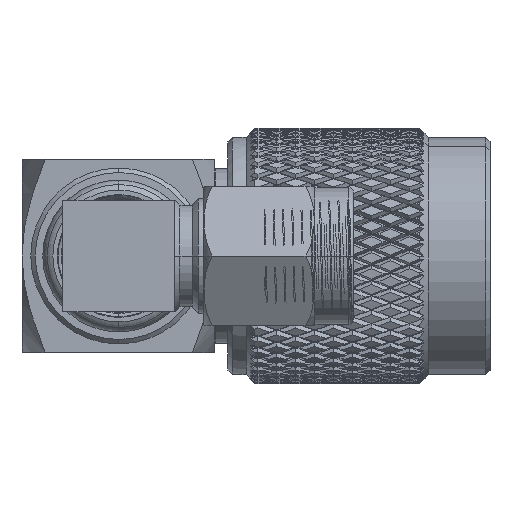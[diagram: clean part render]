
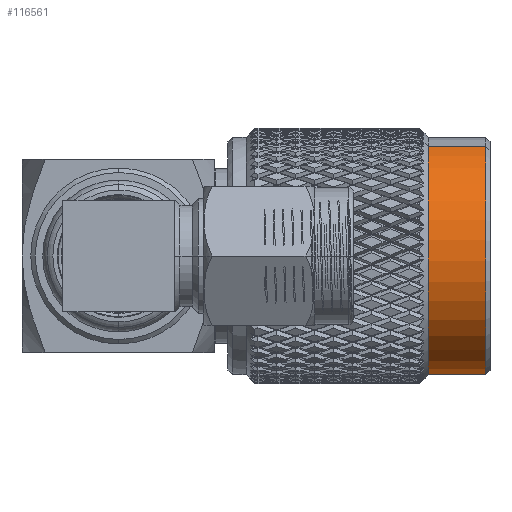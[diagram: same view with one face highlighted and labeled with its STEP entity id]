
A CAD part, left-side view. The second image highlights one B-rep face of the part: STEP entity #116561.
In plain terms, the highlighted cylindrical face has radius 6.756 mm (diameter 13.513 mm), a partial arc.
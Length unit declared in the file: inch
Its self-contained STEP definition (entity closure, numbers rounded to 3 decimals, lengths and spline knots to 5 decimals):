
#4148 = AXIS2_PLACEMENT_3D ( 'NONE', #180500, #7481, #49590 ) ;
#7481 = DIRECTION ( 'NONE',  ( -1., 0., 0. ) ) ;
#14995 = CARTESIAN_POINT ( 'NONE',  ( 0.82071, 0., 0. ) ) ;
#16024 = CIRCLE ( 'NONE', #4148, 0.266 ) ;
#16709 = VERTEX_POINT ( 'NONE', #129432 ) ;
#19723 = VERTEX_POINT ( 'NONE', #158608 ) ;
#21254 = VERTEX_POINT ( 'NONE', #29638 ) ;
#23708 = ORIENTED_EDGE ( 'NONE', *, *, #114316, .F. ) ;
#29638 = CARTESIAN_POINT ( 'NONE',  ( 0.69271, 0.10157, -0.24584 ) ) ;
#33762 = EDGE_LOOP ( 'NONE', ( #23708, #76931, #40054, #58114 ) ) ;
#34332 = AXIS2_PLACEMENT_3D ( 'NONE', #14995, #171236, #127270 ) ;
#40054 = ORIENTED_EDGE ( 'NONE', *, *, #93566, .T. ) ;
#49590 = DIRECTION ( 'NONE',  ( 0., -0.382, 0.924 ) ) ;
#54995 = CYLINDRICAL_SURFACE ( 'NONE', #146683, 0.266 ) ;
#58114 = ORIENTED_EDGE ( 'NONE', *, *, #76335, .T. ) ;
#58423 = FACE_OUTER_BOUND ( 'NONE', #33762, .T. ) ;
#64155 = DIRECTION ( 'NONE',  ( 1., 0., 0. ) ) ;
#76335 = EDGE_CURVE ( 'NONE', #16709, #19723, #91089, .T. ) ;
#76931 = ORIENTED_EDGE ( 'NONE', *, *, #124433, .F. ) ;
#90998 = CARTESIAN_POINT ( 'NONE',  ( 0.69271, -0.10157, 0.24584 ) ) ;
#91089 = CIRCLE ( 'NONE', #34332, 0.266 ) ;
#93566 = EDGE_CURVE ( 'NONE', #21254, #16709, #147445, .T. ) ;
#98919 = VECTOR ( 'NONE', #139707, 39.37008 ) ;
#113475 = LINE ( 'NONE', #156504, #98919 ) ;
#114316 = EDGE_CURVE ( 'NONE', #153422, #19723, #113475, .T. ) ;
#116561 = ADVANCED_FACE ( 'NONE', ( #58423 ), #54995, .T. ) ;
#118598 = VECTOR ( 'NONE', #64155, 39.37008 ) ;
#124433 = EDGE_CURVE ( 'NONE', #21254, #153422, #16024, .T. ) ;
#127270 = DIRECTION ( 'NONE',  ( 0., -0.382, 0.924 ) ) ;
#129432 = CARTESIAN_POINT ( 'NONE',  ( 0.82071, 0.10157, -0.24584 ) ) ;
#130426 = DIRECTION ( 'NONE',  ( 0., 0.382, -0.924 ) ) ;
#139707 = DIRECTION ( 'NONE',  ( 1., 0., 0. ) ) ;
#145374 = CARTESIAN_POINT ( 'NONE',  ( 0.23417, 0., 0. ) ) ;
#146683 = AXIS2_PLACEMENT_3D ( 'NONE', #145374, #169123, #130426 ) ;
#147445 = LINE ( 'NONE', #160578, #118598 ) ;
#153422 = VERTEX_POINT ( 'NONE', #90998 ) ;
#156504 = CARTESIAN_POINT ( 'NONE',  ( 0.23417, -0.10157, 0.24584 ) ) ;
#158608 = CARTESIAN_POINT ( 'NONE',  ( 0.82071, -0.10157, 0.24584 ) ) ;
#160578 = CARTESIAN_POINT ( 'NONE',  ( 0.23417, 0.10157, -0.24584 ) ) ;
#169123 = DIRECTION ( 'NONE',  ( 1., 0., 0. ) ) ;
#171236 = DIRECTION ( 'NONE',  ( -1., 0., 0. ) ) ;
#180500 = CARTESIAN_POINT ( 'NONE',  ( 0.69271, 0., 0. ) ) ;
